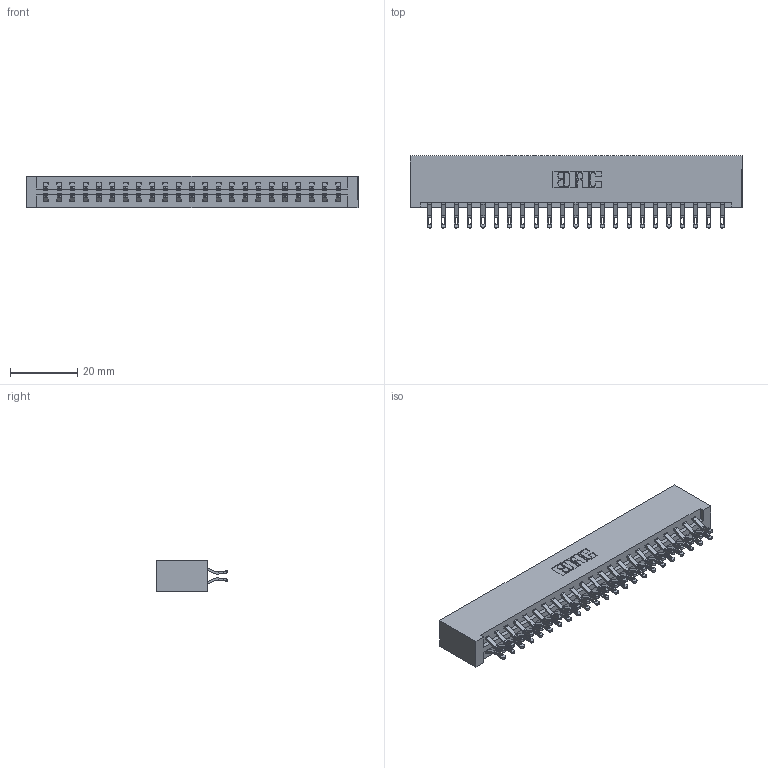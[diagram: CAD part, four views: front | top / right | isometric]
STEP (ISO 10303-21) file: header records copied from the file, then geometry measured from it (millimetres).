
FILE_DESCRIPTION (( 'STEP AP203' ), '1' );
FILE_NAME ('387-046-555-201.STEP', '2019-10-18T08:05:21', ( '' ), ( '' ), 'SwSTEP 2.0', 'SolidWorks 2016', '' );
FILE_SCHEMA (( 'CONFIG_CONTROL_DESIGN' ));
Length unit declared in the file: inch
Products named in the file (3): 337 Part_No Mounting Lugs; 387-046-555-201; 345-292-001_555 Tail
Assembly tree (47 placements, depth 2):
  387-046-555-201
    337 Part_No Mounting Lugs
    345-292-001_555 Tail  x46
Bounding box: 99.01 x 21.47 x 9.4 mm (x, y, z)
Volume: 11075.6 mm3; surface area: 12895.4 mm2
Topology: 47 solids, 47 shells, 2866 faces, 8981 edges, 5986 vertices
Faces by surface type: plane 1722, cylinder 1144
Entity records: 20339 total; most frequent: CARTESIAN_POINT 3476, ORIENTED_EDGE 3382, DIRECTION 2955, EDGE_CURVE 1691, VECTOR 1551, LINE 1551, VERTEX_POINT 1126, AXIS2_PLACEMENT_3D 702
